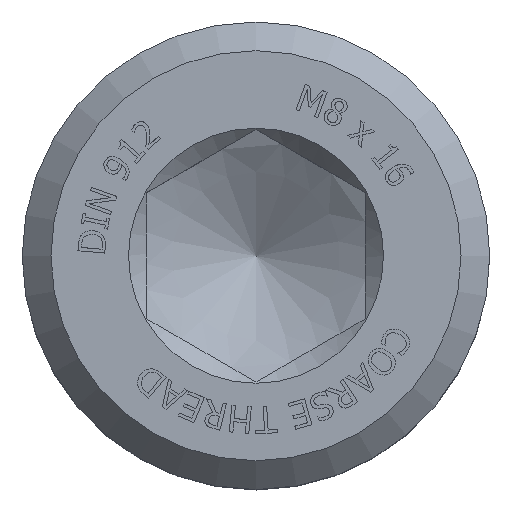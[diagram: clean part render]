
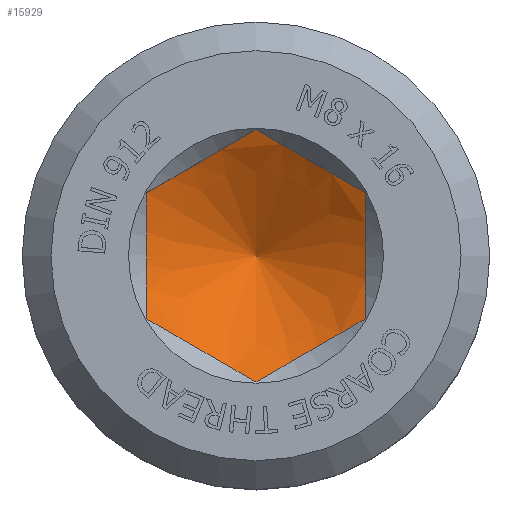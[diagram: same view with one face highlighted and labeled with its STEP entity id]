
A CAD part, top view. The second image highlights one B-rep face of the part: STEP entity #15929.
In plain terms, the highlighted conical face has half-angle 60 degrees and reference radius 2.6 mm.
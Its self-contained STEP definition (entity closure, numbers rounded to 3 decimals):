
#15577=CARTESIAN_POINT('',(0.,3.51,-4.0));
#15578=VERTEX_POINT('',#15577);
#15585=CARTESIAN_POINT('',(3.04,1.755,-4.0));
#15586=VERTEX_POINT('',#15585);
#15587=CARTESIAN_POINT('',(3.04,1.755,-4.0));
#15588=CARTESIAN_POINT('',(1.52,2.633,-4.507));
#15589=CARTESIAN_POINT('',(0.,3.51,-4.0));
#15597=(BOUNDED_CURVE()B_SPLINE_CURVE(2,(#15587,#15588,#15589),.UNSPECIFIED.,.F.,.U.)B_SPLINE_CURVE_WITH_KNOTS((3,3),(0.21,0.67),.UNSPECIFIED.)CURVE()GEOMETRIC_REPRESENTATION_ITEM()RATIONAL_B_SPLINE_CURVE((1.258,1.453,1.258))REPRESENTATION_ITEM(''));
#15598=EDGE_CURVE('',#15586,#15578,#15597,.T.);
#15615=CARTESIAN_POINT('',(-3.04,1.755,-4.0));
#15616=VERTEX_POINT('',#15615);
#15623=CARTESIAN_POINT('',(0.,3.51,-4.0));
#15624=CARTESIAN_POINT('',(-1.52,2.633,-4.507));
#15625=CARTESIAN_POINT('',(-3.04,1.755,-4.0));
#15633=(BOUNDED_CURVE()B_SPLINE_CURVE(2,(#15623,#15624,#15625),.UNSPECIFIED.,.F.,.U.)B_SPLINE_CURVE_WITH_KNOTS((3,3),(0.21,0.67),.UNSPECIFIED.)CURVE()GEOMETRIC_REPRESENTATION_ITEM()RATIONAL_B_SPLINE_CURVE((1.258,1.453,1.258))REPRESENTATION_ITEM(''));
#15634=EDGE_CURVE('',#15578,#15616,#15633,.T.);
#15646=CARTESIAN_POINT('',(-3.04,-1.755,-4.0));
#15647=VERTEX_POINT('',#15646);
#15654=CARTESIAN_POINT('',(-3.04,1.755,-4.0));
#15655=CARTESIAN_POINT('',(-3.04,0.,-4.507));
#15656=CARTESIAN_POINT('',(-3.04,-1.755,-4.0));
#15664=(BOUNDED_CURVE()B_SPLINE_CURVE(2,(#15654,#15655,#15656),.UNSPECIFIED.,.F.,.U.)B_SPLINE_CURVE_WITH_KNOTS((3,3),(0.21,0.67),.UNSPECIFIED.)CURVE()GEOMETRIC_REPRESENTATION_ITEM()RATIONAL_B_SPLINE_CURVE((1.258,1.453,1.258))REPRESENTATION_ITEM(''));
#15665=EDGE_CURVE('',#15616,#15647,#15664,.T.);
#15677=CARTESIAN_POINT('',(0.,-3.51,-4.0));
#15678=VERTEX_POINT('',#15677);
#15685=CARTESIAN_POINT('',(-3.04,-1.755,-4.0));
#15686=CARTESIAN_POINT('',(-1.52,-2.633,-4.507));
#15687=CARTESIAN_POINT('',(0.,-3.51,-4.0));
#15695=(BOUNDED_CURVE()B_SPLINE_CURVE(2,(#15685,#15686,#15687),.UNSPECIFIED.,.F.,.U.)B_SPLINE_CURVE_WITH_KNOTS((3,3),(0.21,0.67),.UNSPECIFIED.)CURVE()GEOMETRIC_REPRESENTATION_ITEM()RATIONAL_B_SPLINE_CURVE((1.258,1.453,1.258))REPRESENTATION_ITEM(''));
#15696=EDGE_CURVE('',#15647,#15678,#15695,.T.);
#15708=CARTESIAN_POINT('',(3.04,-1.755,-4.));
#15709=VERTEX_POINT('',#15708);
#15716=CARTESIAN_POINT('',(0.,-3.51,-4.0));
#15717=CARTESIAN_POINT('',(1.52,-2.633,-4.507));
#15718=CARTESIAN_POINT('',(3.04,-1.755,-4.));
#15726=(BOUNDED_CURVE()B_SPLINE_CURVE(2,(#15716,#15717,#15718),.UNSPECIFIED.,.F.,.U.)B_SPLINE_CURVE_WITH_KNOTS((3,3),(0.21,0.67),.UNSPECIFIED.)CURVE()GEOMETRIC_REPRESENTATION_ITEM()RATIONAL_B_SPLINE_CURVE((1.258,1.453,1.258))REPRESENTATION_ITEM(''));
#15727=EDGE_CURVE('',#15678,#15709,#15726,.T.);
#15740=CARTESIAN_POINT('',(3.04,-1.755,-4.));
#15741=CARTESIAN_POINT('',(3.04,0.,-4.507));
#15742=CARTESIAN_POINT('',(3.04,1.755,-4.0));
#15750=(BOUNDED_CURVE()B_SPLINE_CURVE(2,(#15740,#15741,#15742),.UNSPECIFIED.,.F.,.U.)B_SPLINE_CURVE_WITH_KNOTS((3,3),(0.21,0.67),.UNSPECIFIED.)CURVE()GEOMETRIC_REPRESENTATION_ITEM()RATIONAL_B_SPLINE_CURVE((1.258,1.453,1.258))REPRESENTATION_ITEM(''));
#15751=EDGE_CURVE('',#15709,#15586,#15750,.T.);
#15916=CARTESIAN_POINT('',(0.0,0.,-4.526));
#15917=DIRECTION('',(0.0,0.,1.0));
#15918=DIRECTION('',(0.0,1.0,0.0));
#15919=AXIS2_PLACEMENT_3D('',#15916,#15917,#15918);
#15920=CONICAL_SURFACE('',#15919,2.6,60.);
#15921=ORIENTED_EDGE('',*,*,#15665,.T.);
#15922=ORIENTED_EDGE('',*,*,#15696,.T.);
#15923=ORIENTED_EDGE('',*,*,#15727,.T.);
#15924=ORIENTED_EDGE('',*,*,#15751,.T.);
#15925=ORIENTED_EDGE('',*,*,#15598,.T.);
#15926=ORIENTED_EDGE('',*,*,#15634,.T.);
#15927=EDGE_LOOP('',(#15921,#15922,#15923,#15924,#15925,#15926));
#15928=FACE_OUTER_BOUND('',#15927,.T.);
#15929=ADVANCED_FACE('',(#15928),#15920,.F.);
